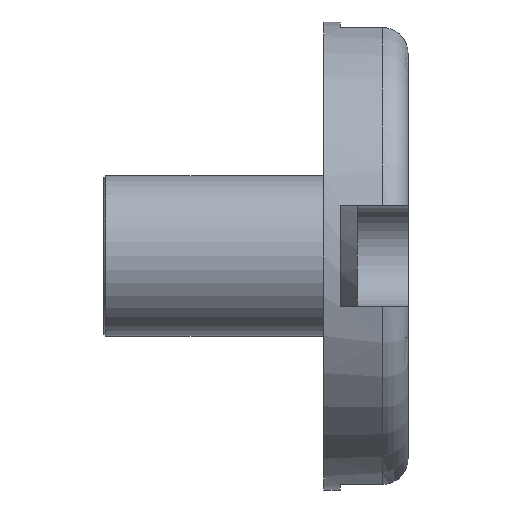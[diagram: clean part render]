
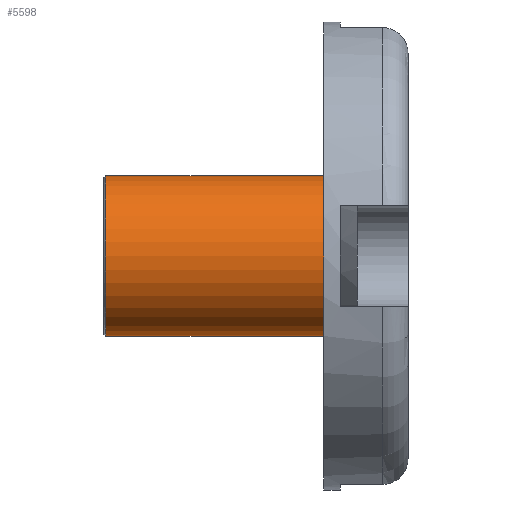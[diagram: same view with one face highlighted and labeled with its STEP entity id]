
A CAD part, left-side view. The second image highlights one B-rep face of the part: STEP entity #5598.
In plain terms, the highlighted cylindrical face has radius 4.75 mm (diameter 9.5 mm), a partial arc.
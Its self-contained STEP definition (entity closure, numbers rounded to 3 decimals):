
#423 = CARTESIAN_POINT ( 'NONE',  ( 0., 5., 0. ) ) ;
#1196 = AXIS2_PLACEMENT_3D ( 'NONE', #423, #4932, #5464 ) ;
#1213 = EDGE_CURVE ( 'NONE', #6037, #5938, #1386, .T. ) ;
#1281 = CARTESIAN_POINT ( 'NONE',  ( 0., 5., 4.75 ) ) ;
#1331 = CIRCLE ( 'NONE', #6487, 4.75 ) ;
#1364 = ORIENTED_EDGE ( 'NONE', *, *, #7316, .T. ) ;
#1386 = LINE ( 'NONE', #4496, #7001 ) ;
#1513 = DIRECTION ( 'NONE',  ( 0., -1., 0. ) ) ;
#1528 = DIRECTION ( 'NONE',  ( 0., -1., 0. ) ) ;
#1566 = ORIENTED_EDGE ( 'NONE', *, *, #1213, .F. ) ;
#1779 = VERTEX_POINT ( 'NONE', #2186 ) ;
#2186 = CARTESIAN_POINT ( 'NONE',  ( 0., 5., -4.75 ) ) ;
#3469 = DIRECTION ( 'NONE',  ( 0., 0., -1. ) ) ;
#3610 = CARTESIAN_POINT ( 'NONE',  ( 0., 17.9, -4.75 ) ) ;
#3634 = EDGE_CURVE ( 'NONE', #5938, #1779, #7395, .T. ) ;
#3813 = EDGE_CURVE ( 'NONE', #6037, #7886, #1331, .T. ) ;
#4496 = CARTESIAN_POINT ( 'NONE',  ( 0., 0., 4.75 ) ) ;
#4585 = CARTESIAN_POINT ( 'NONE',  ( 0., 0., -4.75 ) ) ;
#4680 = CYLINDRICAL_SURFACE ( 'NONE', #5219, 4.75 ) ;
#4753 = LINE ( 'NONE', #4585, #7816 ) ;
#4932 = DIRECTION ( 'NONE',  ( 0., -1., 0. ) ) ;
#5219 = AXIS2_PLACEMENT_3D ( 'NONE', #7178, #1528, #7703 ) ;
#5464 = DIRECTION ( 'NONE',  ( 0., 0., -1. ) ) ;
#5598 = ADVANCED_FACE ( 'NONE', ( #7823 ), #4680, .T. ) ;
#5619 = EDGE_LOOP ( 'NONE', ( #1566, #6485, #1364, #6007 ) ) ;
#5825 = CARTESIAN_POINT ( 'NONE',  ( 0., 17.9, 4.75 ) ) ;
#5938 = VERTEX_POINT ( 'NONE', #1281 ) ;
#6007 = ORIENTED_EDGE ( 'NONE', *, *, #3634, .F. ) ;
#6037 = VERTEX_POINT ( 'NONE', #5825 ) ;
#6485 = ORIENTED_EDGE ( 'NONE', *, *, #3813, .T. ) ;
#6487 = AXIS2_PLACEMENT_3D ( 'NONE', #7890, #1513, #3469 ) ;
#6995 = DIRECTION ( 'NONE',  ( 0., -1., 0. ) ) ;
#7001 = VECTOR ( 'NONE', #6995, 1000. ) ;
#7178 = CARTESIAN_POINT ( 'NONE',  ( 0., 0., 0. ) ) ;
#7316 = EDGE_CURVE ( 'NONE', #7886, #1779, #4753, .T. ) ;
#7395 = CIRCLE ( 'NONE', #1196, 4.75 ) ;
#7703 = DIRECTION ( 'NONE',  ( 0., 0., -1. ) ) ;
#7732 = DIRECTION ( 'NONE',  ( 0., -1., 0. ) ) ;
#7816 = VECTOR ( 'NONE', #7732, 1000. ) ;
#7823 = FACE_OUTER_BOUND ( 'NONE', #5619, .T. ) ;
#7886 = VERTEX_POINT ( 'NONE', #3610 ) ;
#7890 = CARTESIAN_POINT ( 'NONE',  ( 0., 17.9, 0. ) ) ;
